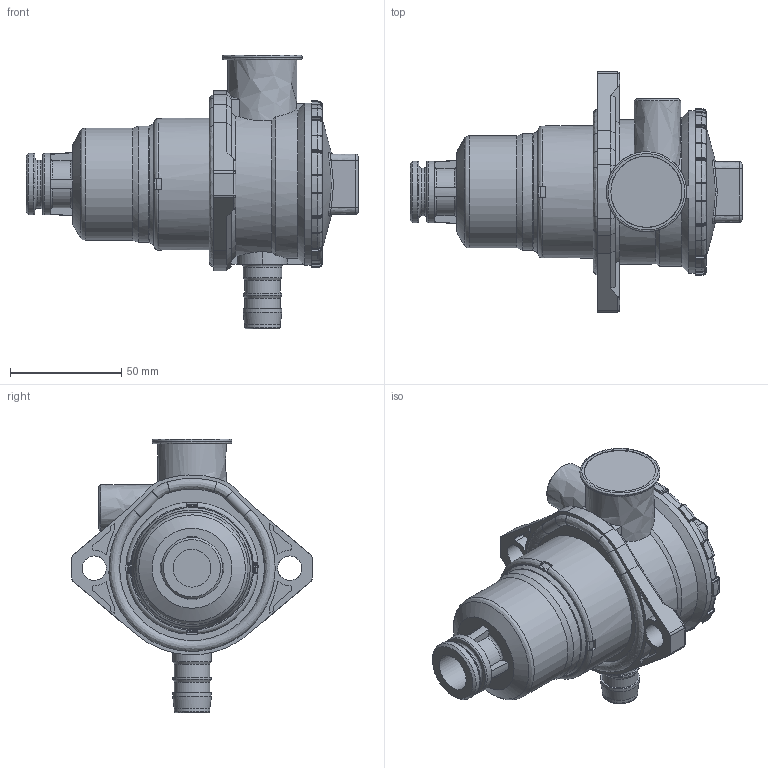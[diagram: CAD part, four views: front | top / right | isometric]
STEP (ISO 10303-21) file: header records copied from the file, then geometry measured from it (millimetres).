
FILE_DESCRIPTION((''),'2;1');
FILE_NAME('Ruecklauffilter11556400(277829).stp','2013-04-15T08:40:34',('User'),('SDRC'),'I-DEAS Master Series 9','UNIX','Yes');
FILE_SCHEMA(('AUTOMOTIVE_DESIGN { 1 0 10303 214 1 1 1 1 }'));
Length unit declared in the file: millimetre
Products named in the file (1): 11556400(277829)
Bounding box: 149.4 x 108 x 123 mm (x, y, z)
Volume: 381483.2 mm3; surface area: 59572 mm2
Topology: 1 solids, 4 shells, 543 faces, 1398 edges, 872 vertices
Faces by surface type: bspline 543
Entity records: 19768 total; most frequent: CARTESIAN_POINT 12114, ORIENTED_EDGE 2696, EDGE_CURVE 1348, VERTEX_POINT 830, B_SPLINE_CURVE_WITH_KNOTS 692, EDGE_LOOP 572, FACE_OUTER_BOUND 543, ADVANCED_FACE 543
